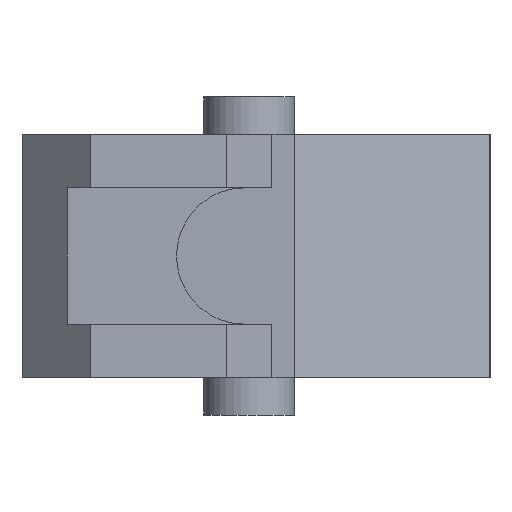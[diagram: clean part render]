
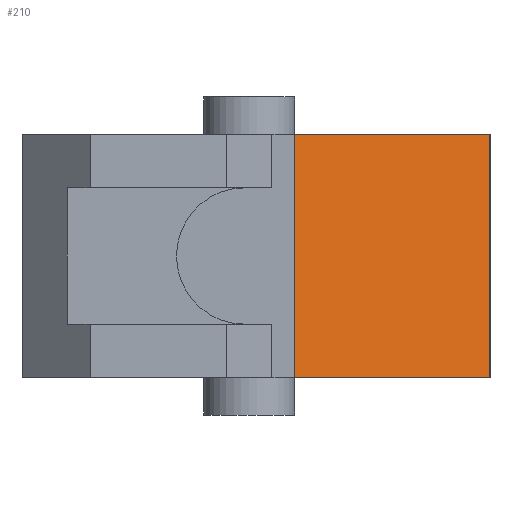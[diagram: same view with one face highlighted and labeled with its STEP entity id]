
A CAD part, front view. The second image highlights one B-rep face of the part: STEP entity #210.
In plain terms, the highlighted planar face has unit normal (0.5, -0.866, 0).
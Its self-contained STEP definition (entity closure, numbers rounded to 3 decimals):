
#52=LINE('',#846,#123);
#81=LINE('',#906,#152);
#82=LINE('',#908,#153);
#83=LINE('',#910,#154);
#123=VECTOR('',#688,1.);
#152=VECTOR('',#739,1.);
#153=VECTOR('',#742,1.);
#154=VECTOR('',#743,1.);
#210=ADVANCED_FACE('',(#266),#239,.T.);
#239=PLANE('',#643);
#266=FACE_OUTER_BOUND('',#297,.T.);
#297=EDGE_LOOP('',(#382,#383,#384,#385));
#382=ORIENTED_EDGE('',*,*,#572,.T.);
#383=ORIENTED_EDGE('',*,*,#571,.T.);
#384=ORIENTED_EDGE('',*,*,#541,.T.);
#385=ORIENTED_EDGE('',*,*,#573,.F.);
#486=VERTEX_POINT('',#845);
#487=VERTEX_POINT('',#847);
#506=VERTEX_POINT('',#905);
#507=VERTEX_POINT('',#909);
#541=EDGE_CURVE('',#487,#486,#52,.T.);
#571=EDGE_CURVE('',#506,#487,#81,.T.);
#572=EDGE_CURVE('',#507,#506,#82,.T.);
#573=EDGE_CURVE('',#507,#486,#83,.T.);
#643=AXIS2_PLACEMENT_3D('',#911,#744,#745);
#688=DIRECTION('',(-0.866,-0.5,0.));
#739=DIRECTION('',(0.,0.,1.));
#742=DIRECTION('',(0.866,0.5,0.));
#743=DIRECTION('',(0.,0.,1.));
#744=DIRECTION('',(0.5,-0.866,0.));
#745=DIRECTION('',(0.866,0.5,0.));
#845=CARTESIAN_POINT('',(1.,-0.265,2.675));
#846=CARTESIAN_POINT('',(5.3,2.218,2.675));
#847=CARTESIAN_POINT('',(5.3,2.218,2.675));
#905=CARTESIAN_POINT('',(5.3,2.218,-2.675));
#906=CARTESIAN_POINT('',(5.3,2.218,-2.675));
#908=CARTESIAN_POINT('',(1.,-0.265,-2.675));
#909=CARTESIAN_POINT('',(1.,-0.265,-2.675));
#910=CARTESIAN_POINT('',(1.,-0.265,-2.675));
#911=CARTESIAN_POINT('',(1.,-0.265,-2.675));
